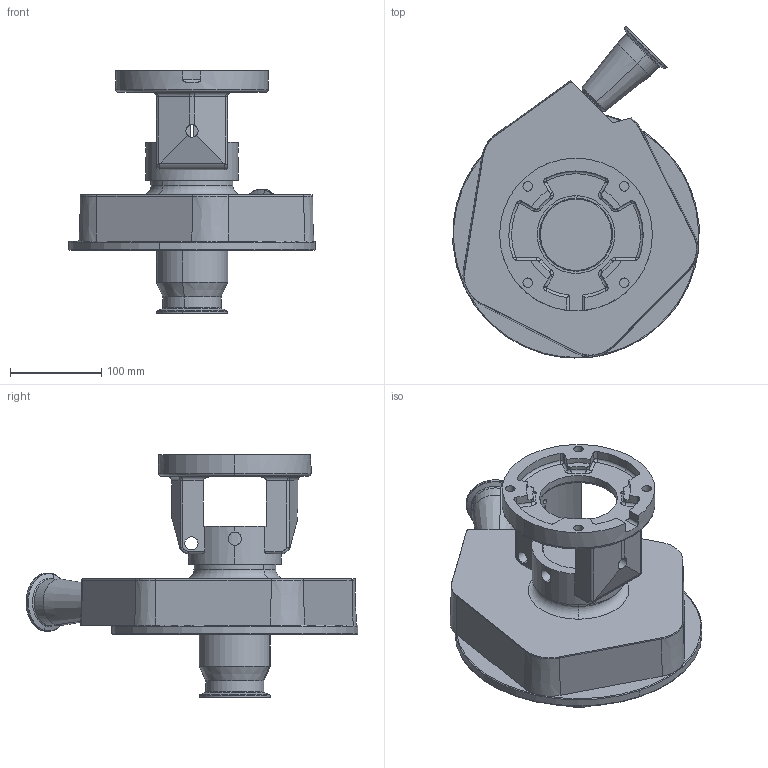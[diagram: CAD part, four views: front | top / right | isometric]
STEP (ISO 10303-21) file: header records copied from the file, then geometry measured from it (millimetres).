
FILE_DESCRIPTION (( 'STEP AP214' ), '1' );
FILE_NAME ('FPR 1741-1742 140TC 45L.STEP', '2023-01-11T17:51:26', ( '' ), ( '' ), 'SwSTEP 2.0', 'SolidWorks 2021', '' );
FILE_SCHEMA (( 'AUTOMOTIVE_DESIGN' ));
Length unit declared in the file: millimetre
Products named in the file (1): FPR 1741-1742 140TC 45L
Bounding box: 269.09 x 363.01 x 265.5 mm (x, y, z)
Volume: 2689962.8 mm3; surface area: 471379.4 mm2
Topology: 1 solids, 6 shells, 430 faces, 1025 edges, 600 vertices
Faces by surface type: cylinder 164, torus 104, plane 82, cone 70, bspline 7, sphere 3
Entity records: 13927 total; most frequent: CARTESIAN_POINT 3816, DIRECTION 2324, ORIENTED_EDGE 2014, EDGE_CURVE 1007, AXIS2_PLACEMENT_3D 979, VERTEX_POINT 600, CIRCLE 555, EDGE_LOOP 469
